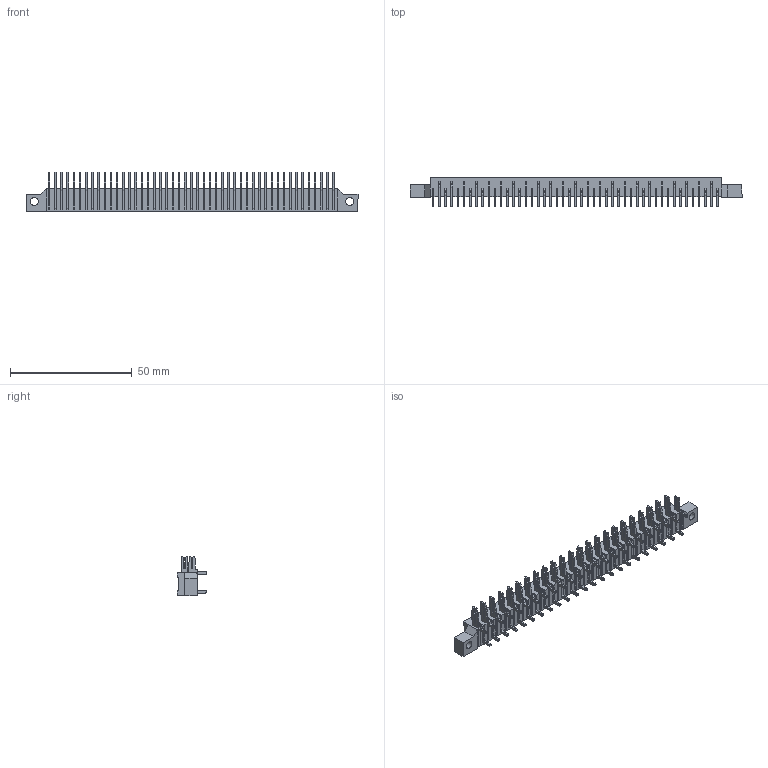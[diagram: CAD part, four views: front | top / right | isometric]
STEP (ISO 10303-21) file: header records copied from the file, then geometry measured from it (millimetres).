
FILE_DESCRIPTION (( 'STEP AP203' ), '1' );
FILE_NAME ('421-047-521-102.STEP', '2019-11-28T19:35:36', ( '' ), ( '' ), 'SwSTEP 2.0', 'SolidWorks 2016', '' );
FILE_SCHEMA (( 'CONFIG_CONTROL_DESIGN' ));
Length unit declared in the file: inch
Products named in the file (4): 421-290-001_121; 421-290-002_121; 421 Part_47; 421-047-521-102
Assembly tree (48 placements, depth 2):
  421-047-521-102
    421 Part_47
    421-290-001_121  x23
    421-290-002_121  x24
Bounding box: 136.4 x 12.17 x 16.05 mm (x, y, z)
Volume: 9774.3 mm3; surface area: 15940.3 mm2
Topology: 48 solids, 48 shells, 1568 faces, 4394 edges, 2928 vertices
Faces by surface type: plane 1288, cylinder 280
Entity records: 13288 total; most frequent: CARTESIAN_POINT 2095, ORIENTED_EDGE 2032, DIRECTION 1932, EDGE_CURVE 1016, LINE 906, VECTOR 906, VERTEX_POINT 676, AXIS2_PLACEMENT_3D 513
